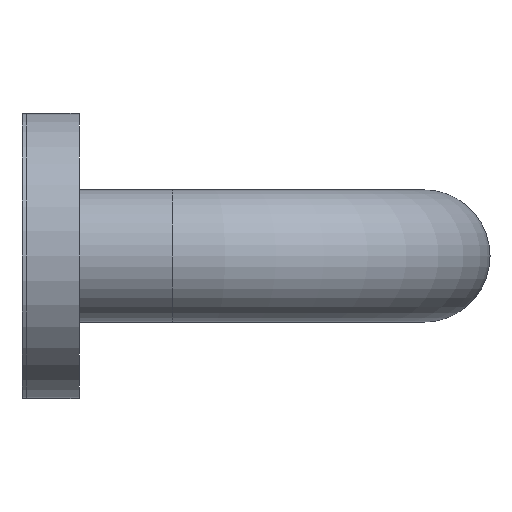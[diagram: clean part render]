
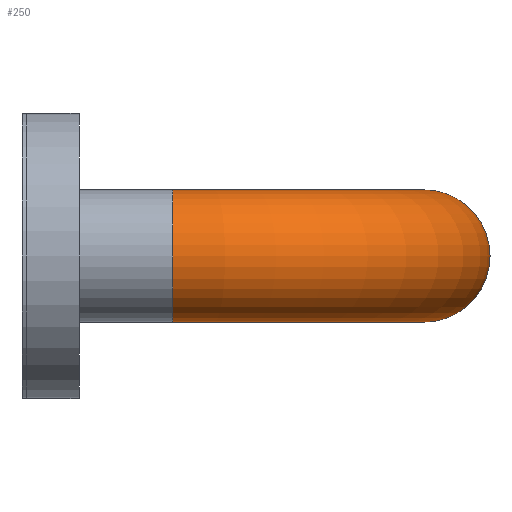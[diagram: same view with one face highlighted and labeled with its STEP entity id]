
A CAD part, front view. The second image highlights one B-rep face of the part: STEP entity #250.
In plain terms, the highlighted toroidal (fillet/blend) face has major radius 47.5 mm and minor radius 12.5 mm.
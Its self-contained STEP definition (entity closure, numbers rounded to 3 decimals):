
#19=TOROIDAL_SURFACE('',#344,47.5,12.5);
#86=ORIENTED_EDGE('',*,*,#111,.F.);
#87=ORIENTED_EDGE('',*,*,#112,.T.);
#111=EDGE_CURVE('',#135,#135,#159,.T.);
#112=EDGE_CURVE('',#136,#136,#160,.T.);
#135=VERTEX_POINT('',#497);
#136=VERTEX_POINT('',#500);
#159=CIRCLE('',#343,12.5);
#160=CIRCLE('',#345,12.5);
#192=EDGE_LOOP('',(#86));
#193=EDGE_LOOP('',(#87));
#226=FACE_BOUND('',#192,.T.);
#227=FACE_BOUND('',#193,.T.);
#250=ADVANCED_FACE('',(#226,#227),#19,.T.);
#343=AXIS2_PLACEMENT_3D('',#496,#425,#426);
#344=AXIS2_PLACEMENT_3D('',#498,#427,#428);
#345=AXIS2_PLACEMENT_3D('',#499,#429,#430);
#425=DIRECTION('',(0.,1.,0.));
#426=DIRECTION('',(1.,0.,0.));
#427=DIRECTION('',(0.,0.,1.));
#428=DIRECTION('',(0.,1.,0.));
#429=DIRECTION('',(1.,0.,0.));
#430=DIRECTION('',(0.,1.,0.));
#496=CARTESIAN_POINT('',(76.,-100.,0.));
#497=CARTESIAN_POINT('',(88.5,-100.,0.));
#498=CARTESIAN_POINT('',(28.5,-100.,0.));
#499=CARTESIAN_POINT('',(28.5,-147.5,0.));
#500=CARTESIAN_POINT('',(28.5,-135.,0.));
